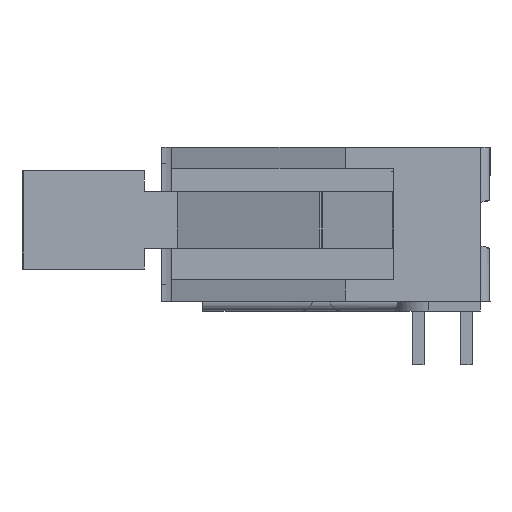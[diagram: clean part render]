
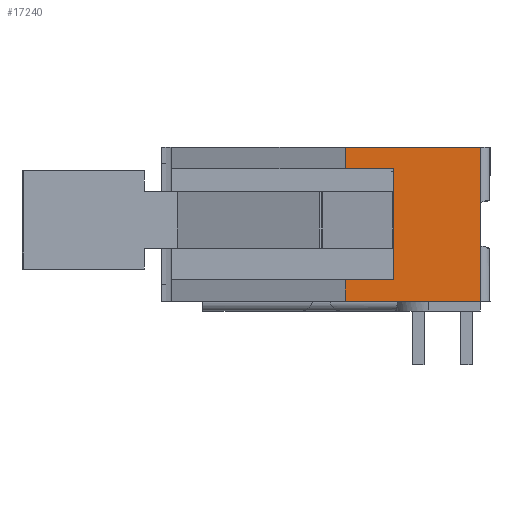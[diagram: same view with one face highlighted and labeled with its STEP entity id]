
A CAD part, left-side view. The second image highlights one B-rep face of the part: STEP entity #17240.
In plain terms, the highlighted planar face has unit normal (-1, 0, 0).
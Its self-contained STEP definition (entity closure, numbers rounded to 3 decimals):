
#286=FACE_OUTER_BOUND($,#1376,.T.);
#1376=EDGE_LOOP($,(#11390,#11391,#11392,#11393,#11394,#11395,#11396,#11397));
#2556=LINE($,#24432,#4881);
#2600=LINE($,#24540,#4925);
#2614=LINE($,#24575,#4939);
#2619=LINE($,#24586,#4944);
#2630=LINE($,#24605,#4955);
#2631=LINE($,#24607,#4956);
#2632=LINE($,#24609,#4957);
#2633=LINE($,#24610,#4958);
#4881=VECTOR($,#19761,7.112);
#4925=VECTOR($,#19831,1.143);
#4939=VECTOR($,#19857,2.54);
#4944=VECTOR($,#19864,2.54);
#4955=VECTOR($,#19883,5.842);
#4956=VECTOR($,#19884,1.143);
#4957=VECTOR($,#19885,7.112);
#4958=VECTOR($,#19886,8.128);
#7208=VERTEX_POINT($,#24429);
#7209=VERTEX_POINT($,#24431);
#7260=VERTEX_POINT($,#24538);
#7275=VERTEX_POINT($,#24574);
#7279=VERTEX_POINT($,#24583);
#7280=VERTEX_POINT($,#24585);
#7285=VERTEX_POINT($,#24606);
#7286=VERTEX_POINT($,#24608);
#8842=EDGE_CURVE($,#7209,#7208,#2556,.T.);
#8896=EDGE_CURVE($,#7208,#7260,#2600,.T.);
#8912=EDGE_CURVE($,#7260,#7275,#2614,.T.);
#8917=EDGE_CURVE($,#7280,#7279,#2619,.T.);
#8928=EDGE_CURVE($,#7275,#7280,#2630,.T.);
#8929=EDGE_CURVE($,#7279,#7285,#2631,.T.);
#8930=EDGE_CURVE($,#7286,#7285,#2632,.T.);
#8931=EDGE_CURVE($,#7286,#7209,#2633,.T.);
#11390=ORIENTED_EDGE($,*,*,#8842,.T.);
#11391=ORIENTED_EDGE($,*,*,#8896,.T.);
#11392=ORIENTED_EDGE($,*,*,#8912,.T.);
#11393=ORIENTED_EDGE($,*,*,#8928,.T.);
#11394=ORIENTED_EDGE($,*,*,#8917,.T.);
#11395=ORIENTED_EDGE($,*,*,#8929,.T.);
#11396=ORIENTED_EDGE($,*,*,#8930,.F.);
#11397=ORIENTED_EDGE($,*,*,#8931,.T.);
#16198=PLANE($,#18604);
#17240=ADVANCED_FACE($,(#286),#16198,.T.);
#18604=AXIS2_PLACEMENT_3D($,#24604,#19881,#19882);
#19761=DIRECTION($,(0.,1.,0.));
#19831=DIRECTION($,(0.,0.,-1.));
#19857=DIRECTION($,(0.,-1.,0.));
#19864=DIRECTION($,(0.,1.,0.));
#19881=DIRECTION('center_axis',(-1.,0.,0.));
#19882=DIRECTION('ref_axis',(0.,-1.,0.));
#19883=DIRECTION($,(0.,0.,-1.));
#19884=DIRECTION($,(0.,0.,-1.));
#19885=DIRECTION($,(0.,1.,0.));
#19886=DIRECTION($,(0.,0.,1.));
#24429=CARTESIAN_POINT('',(-50.279,5.105,8.636));
#24431=CARTESIAN_POINT('',(-50.279,-2.007,8.636));
#24432=CARTESIAN_POINT($,(-50.279,-2.007,8.636));
#24538=CARTESIAN_POINT('',(-50.279,5.105,7.493));
#24540=CARTESIAN_POINT($,(-50.279,5.105,8.636));
#24574=CARTESIAN_POINT('',(-50.279,2.565,7.493));
#24575=CARTESIAN_POINT($,(-50.279,5.105,7.493));
#24583=CARTESIAN_POINT('',(-50.279,5.105,1.651));
#24585=CARTESIAN_POINT('',(-50.279,2.565,1.651));
#24586=CARTESIAN_POINT($,(-50.279,2.565,1.651));
#24604=CARTESIAN_POINT('Origin',(-50.279,-2.149,8.799));
#24605=CARTESIAN_POINT($,(-50.279,2.565,7.493));
#24606=CARTESIAN_POINT('',(-50.279,5.105,0.508));
#24607=CARTESIAN_POINT($,(-50.279,5.105,1.651));
#24608=CARTESIAN_POINT('',(-50.279,-2.007,0.508));
#24609=CARTESIAN_POINT($,(-50.279,-2.007,0.508));
#24610=CARTESIAN_POINT($,(-50.279,-2.007,0.508));
